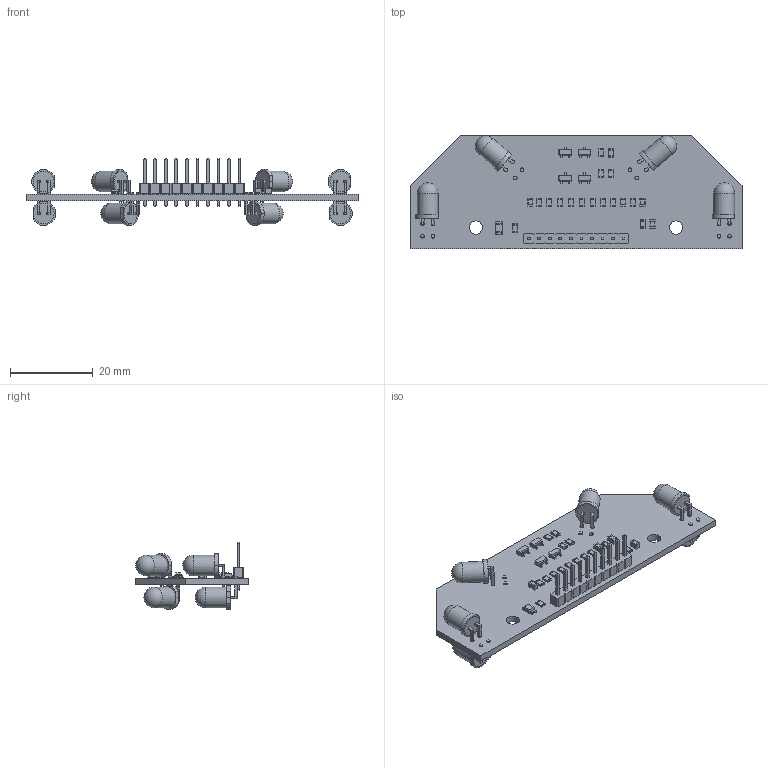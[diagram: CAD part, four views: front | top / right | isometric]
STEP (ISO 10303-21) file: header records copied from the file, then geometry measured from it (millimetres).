
FILE_DESCRIPTION(('KiCad electronic assembly'),'2;1');
FILE_NAME('MouseSMDUKMARSAdvancedBoard.step','2025-01-29T16:06:37',( 'Pcbnew'),('Kicad'),'Open CASCADE STEP processor 7.8', 'KiCad to STEP converter','Unknown');
FILE_SCHEMA(('AUTOMOTIVE_DESIGN { 1 0 10303 214 1 1 1 1 }'));
Length unit declared in the file: millimetre
Products named in the file (14): MouseSMDUKMARSAdvancedBoard 1; R_0805_2012Metric; LED_D5.0mm_Horizontal_O1.27mm_Z3.0mm; SOT-23; SOT_23; C_0805_2012Metric; LED_1206_3216Metric; PinHeader_1x10_P2.54mm_Vertical; PinHeader_1x10_P254mm_Vertical; _autosave-MouseSMDUKMARSAdvancedBoard_PCB
Assembly tree (40 placements, depth 3):
  MouseSMDUKMARSAdvancedBoard 1
    R_0805_2012Metric  x15
      R_0805_2012Metric
    LED_D5.0mm_Horizontal_O1.27mm_Z3.0mm  x8
      LED_D5.0mm_Horizontal_O1.27mm_Z3.0mm
    SOT-23  x4
      SOT_23
    C_0805_2012Metric  x4
      C_0805_2012Metric
    LED_1206_3216Metric
      LED_1206_3216Metric
    PinHeader_1x10_P2.54mm_Vertical
      PinHeader_1x10_P254mm_Vertical
    _autosave-MouseSMDUKMARSAdvancedBoard_PCB
Bounding box: 80.01 x 27.3 x 16.14 mm (x, y, z)
Volume: 4757.3 mm3; surface area: 6845.7 mm2
Topology: 34 solids, 34 shells, 1401 faces, 3460 edges, 2164 vertices
Faces by surface type: plane 1009, cylinder 276, bspline 108, sphere 8
Full cylindrical faces by diameter (mm): 0.9 x16, 1 x10, 3.2 x2, 5 x8
Entity records: 17999 total; most frequent: CARTESIAN_POINT 2631, ORIENTED_EDGE 2438, DIRECTION 2351, EDGE_CURVE 1219, LINE 1039, VECTOR 1039, VERTEX_POINT 764, AXIS2_PLACEMENT_3D 656
